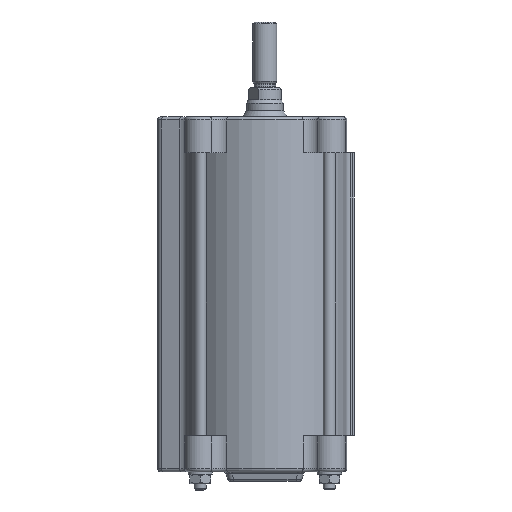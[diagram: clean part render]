
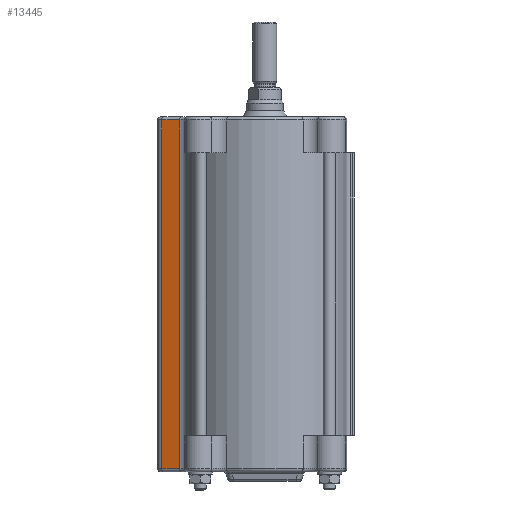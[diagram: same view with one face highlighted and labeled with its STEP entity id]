
A CAD part, front view. The second image highlights one B-rep face of the part: STEP entity #13445.
In plain terms, the highlighted planar face has unit normal (-0.342, -0.94, 0).
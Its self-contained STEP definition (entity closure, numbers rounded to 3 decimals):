
#751=LINE('',#24826,#1101);
#831=LINE('',#27403,#1181);
#839=LINE('',#27525,#1189);
#840=LINE('',#27527,#1190);
#1101=VECTOR('',#17873,10.);
#1181=VECTOR('',#19021,10.);
#1189=VECTOR('',#19169,10.);
#1190=VECTOR('',#19172,10.);
#2908=FACE_OUTER_BOUND('',#4062,.T.);
#4062=EDGE_LOOP('',(#11308,#11309,#11310,#11311));
#5924=VERTEX_POINT('',#24820);
#5925=VERTEX_POINT('',#24824);
#6198=VERTEX_POINT('',#27395);
#6200=VERTEX_POINT('',#27401);
#7402=EDGE_CURVE('',#5925,#5924,#751,.T.);
#7889=EDGE_CURVE('',#6200,#6198,#831,.T.);
#7943=EDGE_CURVE('',#5924,#6200,#839,.T.);
#7944=EDGE_CURVE('',#6198,#5925,#840,.T.);
#11308=ORIENTED_EDGE('',*,*,#7944,.F.);
#11309=ORIENTED_EDGE('',*,*,#7889,.F.);
#11310=ORIENTED_EDGE('',*,*,#7943,.F.);
#11311=ORIENTED_EDGE('',*,*,#7402,.F.);
#11669=PLANE('',#15263);
#13445=ADVANCED_FACE('',(#2908),#11669,.T.);
#15263=AXIS2_PLACEMENT_3D('',#27528,#19173,#19174);
#17873=DIRECTION('',(-0.94,0.342,0.));
#19021=DIRECTION('',(0.94,-0.342,0.));
#19169=DIRECTION('',(0.,0.,1.));
#19172=DIRECTION('',(0.,0.,-1.));
#19173=DIRECTION('center_axis',(-0.342,-0.94,0.));
#19174=DIRECTION('ref_axis',(-0.94,0.342,0.));
#24820=CARTESIAN_POINT('',(-84.546,-9.464,-27.224));
#24824=CARTESIAN_POINT('',(-69.784,-14.837,-27.224));
#24826=CARTESIAN_POINT('',(-50.429,-21.882,-27.224));
#27395=CARTESIAN_POINT('',(-69.784,-14.837,259.276));
#27401=CARTESIAN_POINT('',(-84.546,-9.464,259.276));
#27403=CARTESIAN_POINT('',(-37.747,-26.498,259.276));
#27525=CARTESIAN_POINT('',(-84.546,-9.464,261.776));
#27527=CARTESIAN_POINT('',(-69.784,-14.837,261.776));
#27528=CARTESIAN_POINT('Origin',(-62.471,-17.499,261.776));
